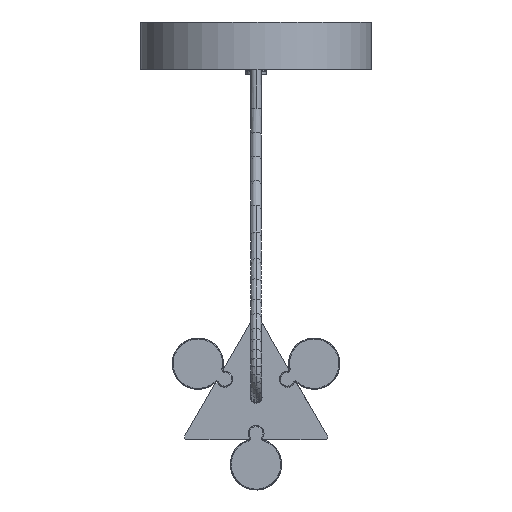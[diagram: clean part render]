
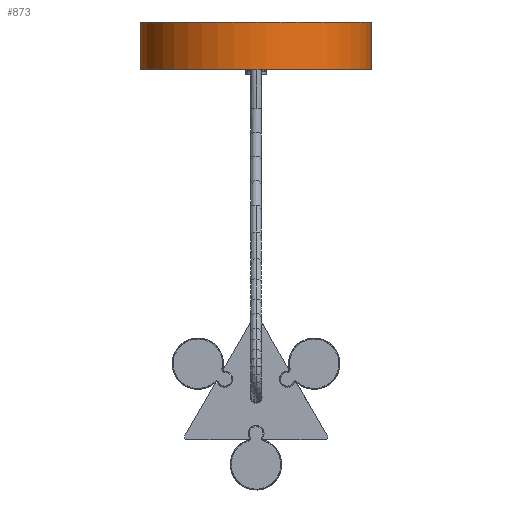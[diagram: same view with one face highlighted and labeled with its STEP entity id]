
A CAD part, front view. The second image highlights one B-rep face of the part: STEP entity #873.
In plain terms, the highlighted cylindrical face has radius 68.056 mm (diameter 136.111 mm), a partial arc.
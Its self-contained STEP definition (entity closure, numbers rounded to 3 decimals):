
#873=ADVANCED_FACE('',(#1237),#5608,.T.);
#1237=FACE_OUTER_BOUND('',#1613,.T.);
#1613=EDGE_LOOP('',(#3233,#3234,#3235,#3236));
#3233=ORIENTED_EDGE('',*,*,#4120,.T.);
#3234=ORIENTED_EDGE('',*,*,#4078,.T.);
#3235=ORIENTED_EDGE('',*,*,#4121,.F.);
#3236=ORIENTED_EDGE('',*,*,#4119,.F.);
#4078=EDGE_CURVE('',#5480,#5481,#4934,.T.);
#4119=EDGE_CURVE('',#5507,#5508,#4972,.T.);
#4120=EDGE_CURVE('',#5507,#5480,#4973,.T.);
#4121=EDGE_CURVE('',#5508,#5481,#4974,.T.);
#4934=(
BOUNDED_CURVE()
B_SPLINE_CURVE(1,(#21148,#21149),.UNSPECIFIED.,.F.,.F.)
B_SPLINE_CURVE_WITH_KNOTS((2,2),(0.,28.),.UNSPECIFIED.)
CURVE()
GEOMETRIC_REPRESENTATION_ITEM()
RATIONAL_B_SPLINE_CURVE((1.,1.))
REPRESENTATION_ITEM('')
);
#4972=(
BOUNDED_CURVE()
B_SPLINE_CURVE(1,(#21309,#21310),.UNSPECIFIED.,.F.,.F.)
B_SPLINE_CURVE_WITH_KNOTS((2,2),(0.,28.),.UNSPECIFIED.)
CURVE()
GEOMETRIC_REPRESENTATION_ITEM()
RATIONAL_B_SPLINE_CURVE((1.,1.))
REPRESENTATION_ITEM('')
);
#4973=(
BOUNDED_CURVE()
B_SPLINE_CURVE(2,(#21311,#21312,#21313,#21314,#21315),.UNSPECIFIED.,.F.,
 .F.)
B_SPLINE_CURVE_WITH_KNOTS((3,2,3),(213.803,320.705,427.606),
 .UNSPECIFIED.)
CURVE()
GEOMETRIC_REPRESENTATION_ITEM()
RATIONAL_B_SPLINE_CURVE((1.,0.707,1.,0.707,1.))
REPRESENTATION_ITEM('')
);
#4974=(
BOUNDED_CURVE()
B_SPLINE_CURVE(2,(#21316,#21317,#21318,#21319,#21320),.UNSPECIFIED.,.F.,
 .F.)
B_SPLINE_CURVE_WITH_KNOTS((3,2,3),(213.803,320.705,427.606),
 .UNSPECIFIED.)
CURVE()
GEOMETRIC_REPRESENTATION_ITEM()
RATIONAL_B_SPLINE_CURVE((1.,0.707,1.,0.707,1.))
REPRESENTATION_ITEM('')
);
#5480=VERTEX_POINT('',#21087);
#5481=VERTEX_POINT('',#21088);
#5507=VERTEX_POINT('',#21114);
#5508=VERTEX_POINT('',#21115);
#5608=CYLINDRICAL_SURFACE('',#5755,68.056);
#5755=AXIS2_PLACEMENT_3D('',#20618,#5886,$);
#5886=DIRECTION('',(0.,0.,1.));
#20618=CARTESIAN_POINT('',(-0.01,-538.088,195.608));
#21087=CARTESIAN_POINT('',(68.046,-538.088,181.608));
#21088=CARTESIAN_POINT('',(68.046,-538.088,209.608));
#21114=CARTESIAN_POINT('',(-68.065,-538.088,181.608));
#21115=CARTESIAN_POINT('',(-68.065,-538.088,209.608));
#21148=CARTESIAN_POINT('',(68.046,-538.088,181.608));
#21149=CARTESIAN_POINT('',(68.046,-538.088,209.608));
#21309=CARTESIAN_POINT('',(-68.065,-538.088,181.608));
#21310=CARTESIAN_POINT('',(-68.065,-538.088,209.608));
#21311=CARTESIAN_POINT('',(-68.065,-538.088,181.608));
#21312=CARTESIAN_POINT('',(-68.065,-606.143,181.608));
#21313=CARTESIAN_POINT('',(-0.01,-606.143,181.608));
#21314=CARTESIAN_POINT('',(68.046,-606.143,181.608));
#21315=CARTESIAN_POINT('',(68.046,-538.088,181.608));
#21316=CARTESIAN_POINT('',(-68.065,-538.088,209.608));
#21317=CARTESIAN_POINT('',(-68.065,-606.143,209.608));
#21318=CARTESIAN_POINT('',(-0.01,-606.143,209.608));
#21319=CARTESIAN_POINT('',(68.046,-606.143,209.608));
#21320=CARTESIAN_POINT('',(68.046,-538.088,209.608));
